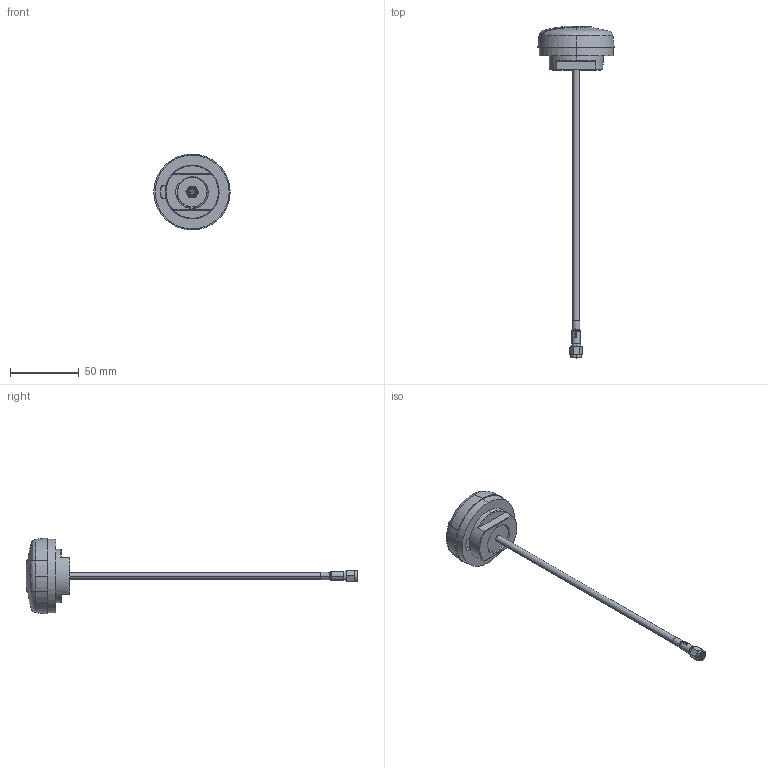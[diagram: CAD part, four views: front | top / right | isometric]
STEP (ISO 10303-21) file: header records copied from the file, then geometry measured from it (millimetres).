
FILE_DESCRIPTION (( 'STEP AP214' ), '1' );
FILE_NAME ('G24.A.305111.STEP', '2020-02-17T06:30:48', ( '' ), ( '' ), 'SwSTEP 2.0', 'SolidWorks 2017', '' );
FILE_SCHEMA (( 'AUTOMOTIVE_DESIGN' ));
Length unit declared in the file: millimetre
Products named in the file (15): NFC200 Coaxial Cable; 000112A010020A_G22_Housing_bottom; G24.A.305111; 001316L100000A (for Assy); STD RP-SMA(M)ST.Au_RP; 000112A000020A_G22_Housing_up; 001012A000001A_G22_Sponge; 000112A020020A_G22_M20_Nut; STD RP-SMA(M)ST.Au; 001316L100000A (for Assy)_Blue_CFD200
Assembly tree (7 placements, depth 2):
  NFC200 Coaxial Cable
  G24.A.305111
    000112A010020A_G22_Housing_bottom
    000112A000020A_G22_Housing_up
    001012A000001A_G22_Sponge
    000112A020020A_G22_M20_Nut
    NFC200 Coaxial Cable
    STD RP-SMA(M)ST.Au_RP
    001316L100000A (for Assy)_Blue_CFD200
  001316L100000A (for Assy)
  000112A020020A_G22_M20_Nut
  STD RP-SMA(M)ST.Au
Bounding box: 55.7 x 242.3 x 55.4 mm (x, y, z)
Volume: 64201.3 mm3; surface area: 26766.9 mm2
Topology: 15 solids, 15 shells, 337 faces, 830 edges, 535 vertices
Faces by surface type: plane 111, cylinder 104, bspline 76, cone 26, torus 20
Entity records: 20625 total; most frequent: CARTESIAN_POINT 10796, ORIENTED_EDGE 1656, DIRECTION 1337, EDGE_CURVE 828, VERTEX_POINT 535, AXIS2_PLACEMENT_3D 513, EDGE_LOOP 361, ADVANCED_FACE 337
